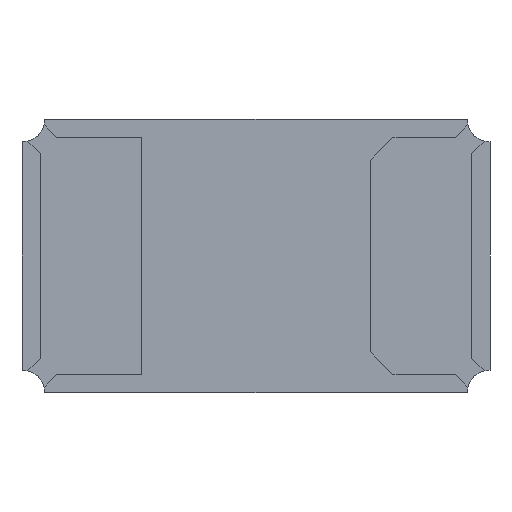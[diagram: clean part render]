
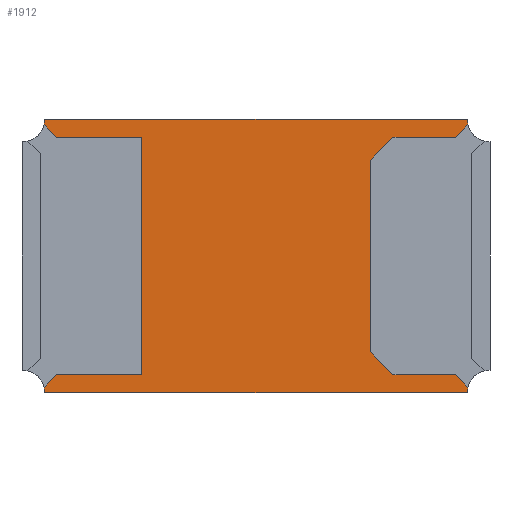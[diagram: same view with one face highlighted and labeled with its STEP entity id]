
A CAD part, front view. The second image highlights one B-rep face of the part: STEP entity #1912.
In plain terms, the highlighted planar face has unit normal (0, -1, 0).
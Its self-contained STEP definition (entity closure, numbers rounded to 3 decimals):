
#11 = CARTESIAN_POINT ( 'NONE',  ( -0.925, 0., -0.6 ) ) ;
#30 = VERTEX_POINT ( 'NONE', #1991 ) ;
#75 = EDGE_CURVE ( 'NONE', #2190, #1827, #1977, .T. ) ;
#90 = DIRECTION ( 'NONE',  ( 0., 1., 0. ) ) ;
#130 = CARTESIAN_POINT ( 'NONE',  ( -1.025, 0., -0.6 ) ) ;
#135 = EDGE_CURVE ( 'NONE', #1353, #692, #518, .T. ) ;
#143 = ORIENTED_EDGE ( 'NONE', *, *, #179, .F. ) ;
#159 = DIRECTION ( 'NONE',  ( 0., -1., 0. ) ) ;
#172 = DIRECTION ( 'NONE',  ( 0., -1., 0. ) ) ;
#173 = CIRCLE ( 'NONE', #1704, 0.1 ) ;
#179 = EDGE_CURVE ( 'NONE', #266, #2793, #611, .T. ) ;
#190 = CARTESIAN_POINT ( 'NONE',  ( -0.925, 0., -0.6 ) ) ;
#266 = VERTEX_POINT ( 'NONE', #190 ) ;
#292 = VECTOR ( 'NONE', #2566, 1000. ) ;
#308 = DIRECTION ( 'NONE',  ( 0.707, 0., 0.707 ) ) ;
#330 = LINE ( 'NONE', #1022, #602 ) ;
#382 = ORIENTED_EDGE ( 'NONE', *, *, #2816, .F. ) ;
#402 = EDGE_CURVE ( 'NONE', #831, #638, #819, .T. ) ;
#403 = DIRECTION ( 'NONE',  ( 0.707, 0., -0.707 ) ) ;
#429 = ORIENTED_EDGE ( 'NONE', *, *, #2674, .F. ) ;
#433 = CARTESIAN_POINT ( 'NONE',  ( -0.928, 0., 0.574 ) ) ;
#449 = LINE ( 'NONE', #1633, #1777 ) ;
#505 = ORIENTED_EDGE ( 'NONE', *, *, #1433, .F. ) ;
#518 = LINE ( 'NONE', #1470, #1595 ) ;
#558 = DIRECTION ( 'NONE',  ( 1., 0., 0. ) ) ;
#574 = VERTEX_POINT ( 'NONE', #585 ) ;
#585 = CARTESIAN_POINT ( 'NONE',  ( 0.925, 0., 0.6 ) ) ;
#602 = VECTOR ( 'NONE', #1309, 1000. ) ;
#611 = CIRCLE ( 'NONE', #1661, 0.1 ) ;
#638 = VERTEX_POINT ( 'NONE', #1770 ) ;
#644 = CARTESIAN_POINT ( 'NONE',  ( 0.925, 0., 0.6 ) ) ;
#692 = VERTEX_POINT ( 'NONE', #2239 ) ;
#711 = VECTOR ( 'NONE', #1277, 1000. ) ;
#715 = CARTESIAN_POINT ( 'NONE',  ( -0.874, 0., -0.52 ) ) ;
#742 = VERTEX_POINT ( 'NONE', #2957 ) ;
#748 = VERTEX_POINT ( 'NONE', #1779 ) ;
#788 = EDGE_CURVE ( 'NONE', #2793, #1873, #1489, .T. ) ;
#795 = EDGE_CURVE ( 'NONE', #944, #2190, #1287, .T. ) ;
#810 = VECTOR ( 'NONE', #1559, 1000. ) ;
#819 = CIRCLE ( 'NONE', #2701, 0.1 ) ;
#831 = VERTEX_POINT ( 'NONE', #1532 ) ;
#882 = DIRECTION ( 'NONE',  ( 0., 0., 1. ) ) ;
#895 = DIRECTION ( 'NONE',  ( 0., 0., -1. ) ) ;
#907 = CARTESIAN_POINT ( 'NONE',  ( 0.6, 0., 0.52 ) ) ;
#937 = ORIENTED_EDGE ( 'NONE', *, *, #1951, .F. ) ;
#944 = VERTEX_POINT ( 'NONE', #2408 ) ;
#994 = ORIENTED_EDGE ( 'NONE', *, *, #1216, .F. ) ;
#1022 = CARTESIAN_POINT ( 'NONE',  ( 0.6, 0., 0.52 ) ) ;
#1169 = EDGE_LOOP ( 'NONE', ( #1442, #1307, #143, #2474, #2601, #2328, #505, #2027, #2122, #382, #1790, #2446, #937, #2414, #1323, #1657, #429, #994 ) ) ;
#1216 = EDGE_CURVE ( 'NONE', #748, #1403, #2082, .T. ) ;
#1219 = LINE ( 'NONE', #11, #2221 ) ;
#1265 = CARTESIAN_POINT ( 'NONE',  ( -0.925, 0., 0.6 ) ) ;
#1273 = DIRECTION ( 'NONE',  ( 0., 0., 1. ) ) ;
#1277 = DIRECTION ( 'NONE',  ( -0.707, 0., 0.707 ) ) ;
#1287 = LINE ( 'NONE', #2194, #2406 ) ;
#1289 = VECTOR ( 'NONE', #2771, 1000. ) ;
#1307 = ORIENTED_EDGE ( 'NONE', *, *, #788, .F. ) ;
#1309 = DIRECTION ( 'NONE',  ( -0.707, 0., -0.707 ) ) ;
#1323 = ORIENTED_EDGE ( 'NONE', *, *, #2909, .F. ) ;
#1349 = EDGE_CURVE ( 'NONE', #638, #266, #1219, .T. ) ;
#1353 = VERTEX_POINT ( 'NONE', #2838 ) ;
#1403 = VERTEX_POINT ( 'NONE', #2186 ) ;
#1433 = EDGE_CURVE ( 'NONE', #742, #30, #1710, .T. ) ;
#1442 = ORIENTED_EDGE ( 'NONE', *, *, #2719, .F. ) ;
#1451 = DIRECTION ( 'NONE',  ( -1., 0., 0. ) ) ;
#1470 = CARTESIAN_POINT ( 'NONE',  ( 0.5, 0., -0.42 ) ) ;
#1478 = CARTESIAN_POINT ( 'NONE',  ( 1.025, 0., -0.6 ) ) ;
#1486 = PLANE ( 'NONE',  #2638 ) ;
#1489 = LINE ( 'NONE', #2428, #2506 ) ;
#1493 = DIRECTION ( 'NONE',  ( 0., -1., 0. ) ) ;
#1504 = LINE ( 'NONE', #2689, #711 ) ;
#1532 = CARTESIAN_POINT ( 'NONE',  ( 0.928, 0., -0.574 ) ) ;
#1546 = VERTEX_POINT ( 'NONE', #1265 ) ;
#1559 = DIRECTION ( 'NONE',  ( 0., 0., 1. ) ) ;
#1595 = VECTOR ( 'NONE', #2768, 1000. ) ;
#1633 = CARTESIAN_POINT ( 'NONE',  ( 0.928, 0., -0.574 ) ) ;
#1656 = VECTOR ( 'NONE', #2433, 1000. ) ;
#1657 = ORIENTED_EDGE ( 'NONE', *, *, #1712, .F. ) ;
#1661 = AXIS2_PLACEMENT_3D ( 'NONE', #130, #159, #882 ) ;
#1704 = AXIS2_PLACEMENT_3D ( 'NONE', #2888, #2903, #1273 ) ;
#1710 = LINE ( 'NONE', #2464, #2868 ) ;
#1712 = EDGE_CURVE ( 'NONE', #2974, #2894, #1504, .T. ) ;
#1770 = CARTESIAN_POINT ( 'NONE',  ( 0.925, 0., -0.6 ) ) ;
#1777 = VECTOR ( 'NONE', #403, 1000. ) ;
#1779 = CARTESIAN_POINT ( 'NONE',  ( -0.5, 0., -0.52 ) ) ;
#1790 = ORIENTED_EDGE ( 'NONE', *, *, #75, .F. ) ;
#1827 = VERTEX_POINT ( 'NONE', #907 ) ;
#1873 = VERTEX_POINT ( 'NONE', #2101 ) ;
#1912 = ADVANCED_FACE ( 'NONE', ( #2609 ), #1486, .F. ) ;
#1918 = LINE ( 'NONE', #715, #1656 ) ;
#1951 = EDGE_CURVE ( 'NONE', #574, #944, #173, .T. ) ;
#1962 = CARTESIAN_POINT ( 'NONE',  ( -0.874, 0., 0.52 ) ) ;
#1968 = DIRECTION ( 'NONE',  ( 0., 0., 1. ) ) ;
#1977 = LINE ( 'NONE', #2436, #2562 ) ;
#1991 = CARTESIAN_POINT ( 'NONE',  ( 0.874, 0., -0.52 ) ) ;
#2027 = ORIENTED_EDGE ( 'NONE', *, *, #2286, .F. ) ;
#2055 = CARTESIAN_POINT ( 'NONE',  ( 0.874, 0., 0.52 ) ) ;
#2068 = LINE ( 'NONE', #2340, #1289 ) ;
#2077 = CARTESIAN_POINT ( 'NONE',  ( -1.025, 0., 0.6 ) ) ;
#2082 = LINE ( 'NONE', #2746, #810 ) ;
#2091 = CARTESIAN_POINT ( 'NONE',  ( -0.874, 0., 0.52 ) ) ;
#2101 = CARTESIAN_POINT ( 'NONE',  ( -0.874, 0., -0.52 ) ) ;
#2122 = ORIENTED_EDGE ( 'NONE', *, *, #135, .F. ) ;
#2157 = DIRECTION ( 'NONE',  ( -1., 0., 0. ) ) ;
#2186 = CARTESIAN_POINT ( 'NONE',  ( -0.5, 0., 0.52 ) ) ;
#2190 = VERTEX_POINT ( 'NONE', #2055 ) ;
#2194 = CARTESIAN_POINT ( 'NONE',  ( 0.928, 0., 0.574 ) ) ;
#2214 = DIRECTION ( 'NONE',  ( -1., 0., 0. ) ) ;
#2219 = DIRECTION ( 'NONE',  ( -0.707, 0., -0.707 ) ) ;
#2221 = VECTOR ( 'NONE', #2157, 1000. ) ;
#2234 = VECTOR ( 'NONE', #1451, 1000. ) ;
#2239 = CARTESIAN_POINT ( 'NONE',  ( 0.5, 0., -0.42 ) ) ;
#2286 = EDGE_CURVE ( 'NONE', #692, #742, #2068, .T. ) ;
#2328 = ORIENTED_EDGE ( 'NONE', *, *, #2892, .F. ) ;
#2340 = CARTESIAN_POINT ( 'NONE',  ( 0.6, 0., -0.52 ) ) ;
#2406 = VECTOR ( 'NONE', #2219, 1000. ) ;
#2408 = CARTESIAN_POINT ( 'NONE',  ( 0.928, 0., 0.574 ) ) ;
#2414 = ORIENTED_EDGE ( 'NONE', *, *, #2907, .F. ) ;
#2428 = CARTESIAN_POINT ( 'NONE',  ( -0.928, 0., -0.574 ) ) ;
#2433 = DIRECTION ( 'NONE',  ( 1., 0., 0. ) ) ;
#2436 = CARTESIAN_POINT ( 'NONE',  ( 0.874, 0., 0.52 ) ) ;
#2446 = ORIENTED_EDGE ( 'NONE', *, *, #795, .F. ) ;
#2464 = CARTESIAN_POINT ( 'NONE',  ( 0.874, 0., -0.52 ) ) ;
#2474 = ORIENTED_EDGE ( 'NONE', *, *, #1349, .F. ) ;
#2506 = VECTOR ( 'NONE', #308, 1000. ) ;
#2562 = VECTOR ( 'NONE', #2214, 1000. ) ;
#2566 = DIRECTION ( 'NONE',  ( 1., 0., 0. ) ) ;
#2601 = ORIENTED_EDGE ( 'NONE', *, *, #402, .F. ) ;
#2603 = LINE ( 'NONE', #1962, #2234 ) ;
#2609 = FACE_OUTER_BOUND ( 'NONE', #1169, .T. ) ;
#2638 = AXIS2_PLACEMENT_3D ( 'NONE', #2872, #90, #1968 ) ;
#2674 = EDGE_CURVE ( 'NONE', #1403, #2974, #2603, .T. ) ;
#2689 = CARTESIAN_POINT ( 'NONE',  ( -0.928, 0., 0.574 ) ) ;
#2701 = AXIS2_PLACEMENT_3D ( 'NONE', #1478, #1493, #2865 ) ;
#2709 = CARTESIAN_POINT ( 'NONE',  ( -0.928, 0., -0.574 ) ) ;
#2719 = EDGE_CURVE ( 'NONE', #1873, #748, #1918, .T. ) ;
#2746 = CARTESIAN_POINT ( 'NONE',  ( -0.5, 0., -0.52 ) ) ;
#2768 = DIRECTION ( 'NONE',  ( 0., 0., -1. ) ) ;
#2771 = DIRECTION ( 'NONE',  ( 0.707, 0., -0.707 ) ) ;
#2793 = VERTEX_POINT ( 'NONE', #2709 ) ;
#2816 = EDGE_CURVE ( 'NONE', #1827, #1353, #330, .T. ) ;
#2820 = LINE ( 'NONE', #644, #292 ) ;
#2838 = CARTESIAN_POINT ( 'NONE',  ( 0.5, 0., 0.42 ) ) ;
#2859 = AXIS2_PLACEMENT_3D ( 'NONE', #2077, #172, #895 ) ;
#2865 = DIRECTION ( 'NONE',  ( 0., 0., -1. ) ) ;
#2868 = VECTOR ( 'NONE', #558, 1000. ) ;
#2872 = CARTESIAN_POINT ( 'NONE',  ( 1.025, 0., 0.6 ) ) ;
#2888 = CARTESIAN_POINT ( 'NONE',  ( 1.025, 0., 0.6 ) ) ;
#2892 = EDGE_CURVE ( 'NONE', #30, #831, #449, .T. ) ;
#2894 = VERTEX_POINT ( 'NONE', #433 ) ;
#2903 = DIRECTION ( 'NONE',  ( 0., -1., 0. ) ) ;
#2907 = EDGE_CURVE ( 'NONE', #1546, #574, #2820, .T. ) ;
#2909 = EDGE_CURVE ( 'NONE', #2894, #1546, #2911, .T. ) ;
#2911 = CIRCLE ( 'NONE', #2859, 0.1 ) ;
#2957 = CARTESIAN_POINT ( 'NONE',  ( 0.6, 0., -0.52 ) ) ;
#2974 = VERTEX_POINT ( 'NONE', #2091 ) ;
